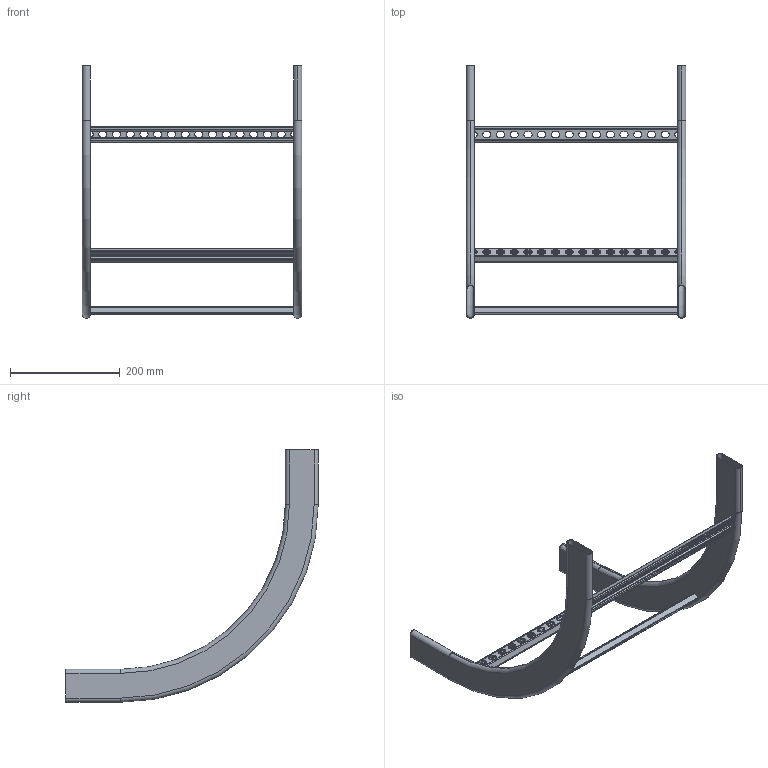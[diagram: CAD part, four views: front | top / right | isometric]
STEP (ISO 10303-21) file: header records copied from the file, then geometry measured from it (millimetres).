
FILE_DESCRIPTION (( 'STEP AP203' ), '1' );
FILE_NAME ('10-02-1632.STEP', '2013-05-02T10:31:00', ( 'asennus' ), ( '' ), 'SwSTEP 2.0', 'SolidWorks 2013', '' );
FILE_SCHEMA (( 'CONFIG_CONTROL_DESIGN' ));
Length unit declared in the file: millimetre
Products named in the file (1): 10-02-1632
Bounding box: 400 x 460 x 460 mm (x, y, z)
Volume: 259975.2 mm3; surface area: 524923.3 mm2
Topology: 5 solids, 5 shells, 396 faces, 1010 edges, 624 vertices
Faces by surface type: plane 228, cylinder 156, torus 12
Entity records: 12091 total; most frequent: DIRECTION 2140, CARTESIAN_POINT 2031, ORIENTED_EDGE 2020, EDGE_CURVE 1010, AXIS2_PLACEMENT_3D 733, LINE 674, VECTOR 674, VERTEX_POINT 624
